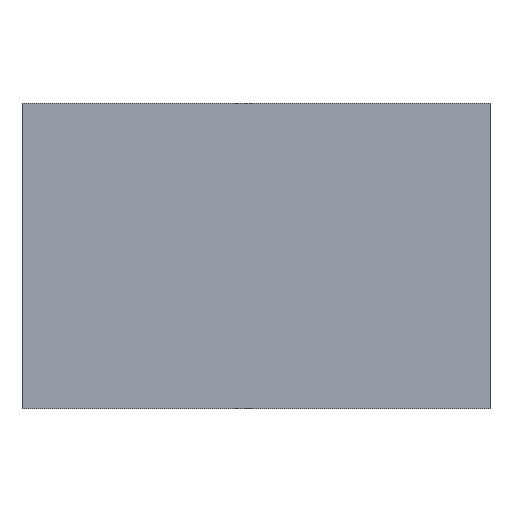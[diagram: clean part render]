
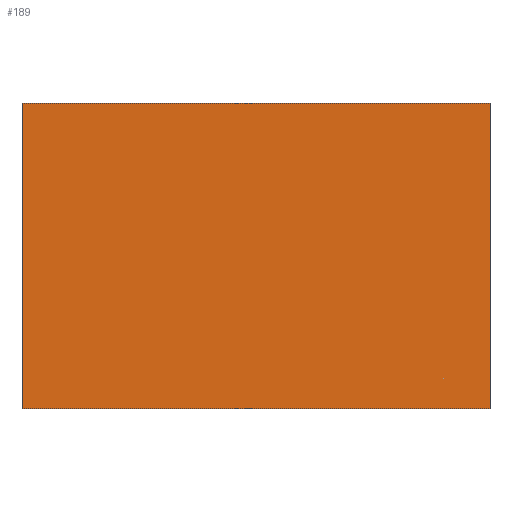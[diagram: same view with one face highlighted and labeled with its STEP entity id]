
A CAD part, front view. The second image highlights one B-rep face of the part: STEP entity #189.
In plain terms, the highlighted planar face has unit normal (0, -1, 0).
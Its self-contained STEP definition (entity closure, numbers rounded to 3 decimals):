
#19=FACE_OUTER_BOUND('',#31,.T.);
#31=EDGE_LOOP('',(#143,#144,#145,#146));
#48=LINE('',#292,#72);
#51=LINE('',#297,#75);
#52=LINE('',#300,#76);
#53=LINE('',#301,#77);
#72=VECTOR('',#237,10.);
#75=VECTOR('',#242,10.);
#76=VECTOR('',#245,10.);
#77=VECTOR('',#246,10.);
#95=VERTEX_POINT('',#289);
#96=VERTEX_POINT('',#291);
#97=VERTEX_POINT('',#295);
#98=VERTEX_POINT('',#299);
#112=EDGE_CURVE('',#96,#95,#48,.T.);
#115=EDGE_CURVE('',#95,#97,#51,.T.);
#116=EDGE_CURVE('',#97,#98,#52,.T.);
#117=EDGE_CURVE('',#98,#96,#53,.T.);
#143=ORIENTED_EDGE('',*,*,#115,.T.);
#144=ORIENTED_EDGE('',*,*,#116,.T.);
#145=ORIENTED_EDGE('',*,*,#117,.T.);
#146=ORIENTED_EDGE('',*,*,#112,.T.);
#178=PLANE('',#214);
#189=ADVANCED_FACE('',(#19),#178,.T.);
#214=AXIS2_PLACEMENT_3D('',#298,#243,#244);
#237=DIRECTION('',(0.,0.,1.));
#242=DIRECTION('',(-1.,0.,0.));
#243=DIRECTION('center_axis',(0.,-1.,0.));
#244=DIRECTION('ref_axis',(0.,0.,-1.));
#245=DIRECTION('',(0.,0.,-1.));
#246=DIRECTION('',(1.,0.,0.));
#289=CARTESIAN_POINT('',(0.,-2.,-5.4));
#291=CARTESIAN_POINT('',(0.,-2.,-25.));
#292=CARTESIAN_POINT('',(0.,-2.,-25.));
#295=CARTESIAN_POINT('',(-30.,-2.,-5.4));
#297=CARTESIAN_POINT('',(-7.5,-2.,-5.4));
#298=CARTESIAN_POINT('Origin',(-15.,-2.,-15.));
#299=CARTESIAN_POINT('',(-30.,-2.,-25.));
#300=CARTESIAN_POINT('',(-30.,-2.,-5.));
#301=CARTESIAN_POINT('',(-30.,-2.,-25.));
